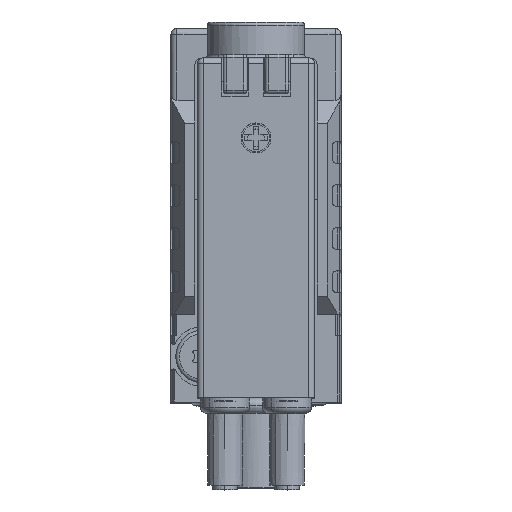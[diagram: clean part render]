
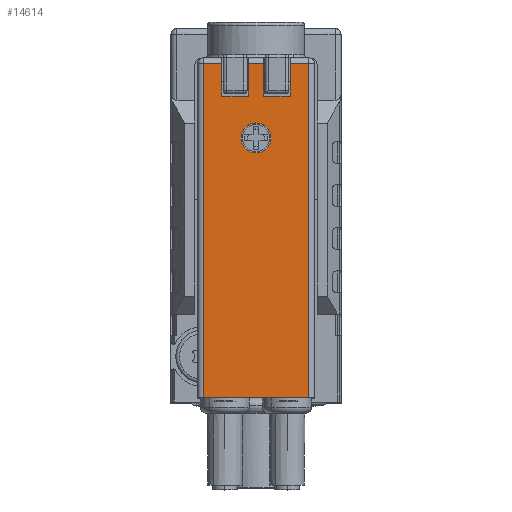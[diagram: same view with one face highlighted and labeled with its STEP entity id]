
A CAD part, top view. The second image highlights one B-rep face of the part: STEP entity #14614.
In plain terms, the highlighted planar face has unit normal (0, 0, 1).
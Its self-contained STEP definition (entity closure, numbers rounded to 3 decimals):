
#7572=FACE_BOUND('',#18826,.T.);
#7573=FACE_BOUND('',#18827,.T.);
#10397=LINE('',#58882,#12703);
#10399=LINE('',#58891,#12705);
#10403=LINE('',#58910,#12709);
#10405=LINE('',#58916,#12711);
#10408=LINE('',#58930,#12714);
#10415=LINE('',#58957,#12721);
#10416=LINE('',#58959,#12722);
#10420=LINE('',#58966,#12726);
#10424=LINE('',#58973,#12730);
#10425=LINE('',#58975,#12731);
#10431=LINE('',#58986,#12737);
#10435=LINE('',#58993,#12741);
#12703=VECTOR('',#48250,1.);
#12705=VECTOR('',#48258,1.);
#12709=VECTOR('',#48278,1.);
#12711=VECTOR('',#48284,1.);
#12714=VECTOR('',#48299,1.);
#12721=VECTOR('',#48326,1.);
#12722=VECTOR('',#48329,1.);
#12726=VECTOR('',#48335,1.);
#12730=VECTOR('',#48341,1.);
#12731=VECTOR('',#48344,1.);
#12737=VECTOR('',#48352,1.);
#12741=VECTOR('',#48358,1.);
#14614=ADVANCED_FACE('',(#7572,#7573),#15486,.F.);
#15486=PLANE('',#39961);
#18826=EDGE_LOOP('',(#26178,#26179,#26180,#26181,#26182,#26183,#26184,#26185,
#26186,#26187,#26188,#26189));
#18827=EDGE_LOOP('',(#26190,#26191));
#26178=ORIENTED_EDGE('',*,*,#34248,.T.);
#26179=ORIENTED_EDGE('',*,*,#34241,.T.);
#26180=ORIENTED_EDGE('',*,*,#34281,.F.);
#26181=ORIENTED_EDGE('',*,*,#34229,.T.);
#26182=ORIENTED_EDGE('',*,*,#34238,.T.);
#26183=ORIENTED_EDGE('',*,*,#34271,.F.);
#26184=ORIENTED_EDGE('',*,*,#34270,.F.);
#26185=ORIENTED_EDGE('',*,*,#34277,.F.);
#26186=ORIENTED_EDGE('',*,*,#34225,.T.);
#26187=ORIENTED_EDGE('',*,*,#34262,.F.);
#26188=ORIENTED_EDGE('',*,*,#34261,.F.);
#26189=ORIENTED_EDGE('',*,*,#34266,.F.);
#26190=ORIENTED_EDGE('',*,*,#34255,.F.);
#26191=ORIENTED_EDGE('',*,*,#34282,.F.);
#30196=VERTEX_POINT('',#58880);
#30198=VERTEX_POINT('',#58883);
#30201=VERTEX_POINT('',#58890);
#30202=VERTEX_POINT('',#58892);
#30207=VERTEX_POINT('',#58908);
#30209=VERTEX_POINT('',#58914);
#30211=VERTEX_POINT('',#58917);
#30215=VERTEX_POINT('',#58928);
#30219=VERTEX_POINT('',#58940);
#30221=VERTEX_POINT('',#58944);
#30224=VERTEX_POINT('',#58954);
#30225=VERTEX_POINT('',#58956);
#30228=VERTEX_POINT('',#58970);
#30229=VERTEX_POINT('',#58972);
#34225=EDGE_CURVE('',#30198,#30196,#10397,.T.);
#34229=EDGE_CURVE('',#30202,#30201,#10399,.T.);
#34238=EDGE_CURVE('',#30201,#30207,#10403,.T.);
#34241=EDGE_CURVE('',#30211,#30209,#10405,.T.);
#34248=EDGE_CURVE('',#30215,#30211,#10408,.T.);
#34255=EDGE_CURVE('',#30221,#30219,#36691,.T.);
#34261=EDGE_CURVE('',#30225,#30224,#10415,.T.);
#34262=EDGE_CURVE('',#30224,#30196,#10416,.T.);
#34266=EDGE_CURVE('',#30215,#30225,#10420,.T.);
#34270=EDGE_CURVE('',#30229,#30228,#10424,.T.);
#34271=EDGE_CURVE('',#30228,#30207,#10425,.T.);
#34277=EDGE_CURVE('',#30198,#30229,#10431,.T.);
#34281=EDGE_CURVE('',#30202,#30209,#10435,.T.);
#34282=EDGE_CURVE('',#30219,#30221,#36695,.T.);
#36691=CIRCLE('',#39948,1.25);
#36695=CIRCLE('',#39960,1.25);
#39948=AXIS2_PLACEMENT_3D('',#58945,#48312,#48313);
#39960=AXIS2_PLACEMENT_3D('',#58994,#48359,#48360);
#39961=AXIS2_PLACEMENT_3D('',#58995,#48361,#48362);
#48250=DIRECTION('',(-1.,0.,0.));
#48258=DIRECTION('',(0.,1.,0.));
#48278=DIRECTION('',(-1.,0.,0.));
#48284=DIRECTION('',(0.,-1.,0.));
#48299=DIRECTION('',(-1.,0.,0.));
#48312=DIRECTION('',(0.,0.,1.));
#48313=DIRECTION('',(1.,0.,0.));
#48326=DIRECTION('',(1.,0.,0.));
#48329=DIRECTION('',(0.,1.,0.));
#48335=DIRECTION('',(0.,-1.,0.));
#48341=DIRECTION('',(1.,0.,0.));
#48344=DIRECTION('',(0.,1.,0.));
#48352=DIRECTION('',(0.,-1.,0.));
#48358=DIRECTION('',(-1.,0.,0.));
#48359=DIRECTION('',(0.,0.,1.));
#48360=DIRECTION('',(1.,0.,0.));
#48361=DIRECTION('',(0.,0.,-1.));
#48362=DIRECTION('',(1.,0.,0.));
#58880=CARTESIAN_POINT('',(-0.65,16.9,44.1));
#58882=CARTESIAN_POINT('',(0.,16.9,44.1));
#58883=CARTESIAN_POINT('',(0.65,16.9,44.1));
#58890=CARTESIAN_POINT('',(4.4,16.9,44.1));
#58891=CARTESIAN_POINT('',(4.4,-11.,44.1));
#58892=CARTESIAN_POINT('',(4.4,-11.,44.1));
#58908=CARTESIAN_POINT('',(2.85,16.9,44.1));
#58910=CARTESIAN_POINT('',(0.,16.9,44.1));
#58914=CARTESIAN_POINT('',(-4.4,-11.,44.1));
#58916=CARTESIAN_POINT('',(-4.4,-11.,44.1));
#58917=CARTESIAN_POINT('',(-4.4,16.9,44.1));
#58928=CARTESIAN_POINT('',(-2.85,16.9,44.1));
#58930=CARTESIAN_POINT('',(0.,16.9,44.1));
#58940=CARTESIAN_POINT('',(-1.25,10.7,44.1));
#58944=CARTESIAN_POINT('',(1.25,10.7,44.1));
#58945=CARTESIAN_POINT('',(0.,10.7,44.1));
#58954=CARTESIAN_POINT('',(-0.65,14.2,44.1));
#58956=CARTESIAN_POINT('',(-2.85,14.2,44.1));
#58957=CARTESIAN_POINT('',(-2.85,14.2,44.1));
#58959=CARTESIAN_POINT('',(-0.65,17.4,44.1));
#58966=CARTESIAN_POINT('',(-2.85,17.4,44.1));
#58970=CARTESIAN_POINT('',(2.85,14.2,44.1));
#58972=CARTESIAN_POINT('',(0.65,14.2,44.1));
#58973=CARTESIAN_POINT('',(0.65,14.2,44.1));
#58975=CARTESIAN_POINT('',(2.85,17.4,44.1));
#58986=CARTESIAN_POINT('',(0.65,17.4,44.1));
#58993=CARTESIAN_POINT('',(4.9,-11.,44.1));
#58994=CARTESIAN_POINT('',(0.,10.7,44.1));
#58995=CARTESIAN_POINT('',(0.,-11.,44.1));
